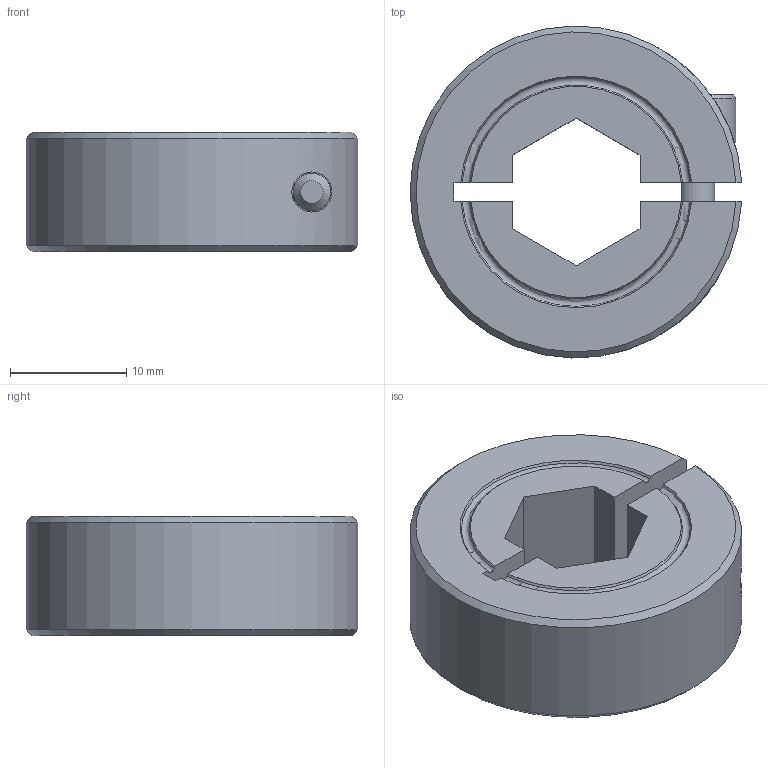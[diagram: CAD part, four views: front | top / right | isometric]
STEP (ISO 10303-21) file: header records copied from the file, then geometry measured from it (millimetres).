
FILE_DESCRIPTION(/* description */ (''),/* implementation_level */ '2;1');
FILE_NAME(/* name */ 'MISC_ShaftCollar_CL-8HX-A.ipt.stp',/* time_stamp */ '2016-01-07T16:45:45-08:00',/* author */ ('Autodesk Inc.'),/* organization */ ('Autodesk Inc.'),/* preprocessor_version */ 'ST-DEVELOPER v16.1',/* originating_system */ 'Autodesk Inventor 2016',/* authorisation */ '');
FILE_SCHEMA (('AUTOMOTIVE_DESIGN { 1 0 10303 214 3 1 1 }'));
Length unit declared in the file: inch
Products named in the file (1): MISC_ShaftCollar_CL-8HX-A
Bounding box: 28.55 x 28.56 x 10.31 mm (x, y, z)
Volume: 5157.5 mm3; surface area: 3007.2 mm2
Topology: 1 solids, 1 shells, 48 faces, 126 edges, 84 vertices
Faces by surface type: plane 32, cone 8, cylinder 6, torus 2
Full cylindrical faces by diameter (mm): 3.221 x1, 3.454 x1, 4.305 x1, 6.858 x1
Entity records: 1551 total; most frequent: CARTESIAN_POINT 327, DIRECTION 233, ORIENTED_EDGE 230, EDGE_CURVE 115, VERTEX_POINT 80, AXIS2_PLACEMENT_3D 78, LINE 77, VECTOR 77
